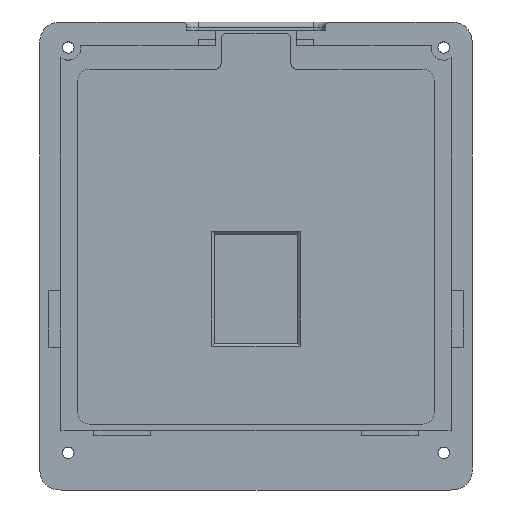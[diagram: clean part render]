
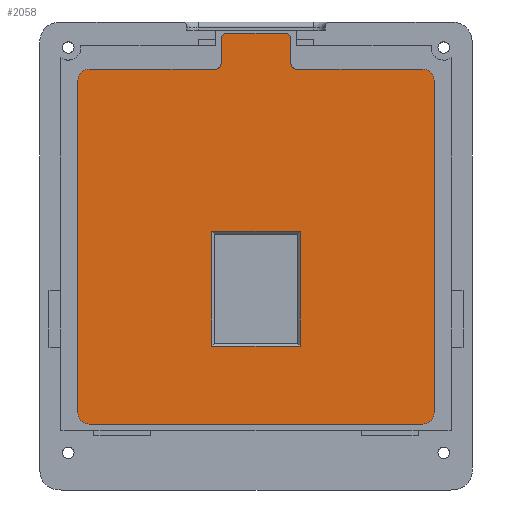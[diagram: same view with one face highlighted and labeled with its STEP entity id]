
A CAD part, top view. The second image highlights one B-rep face of the part: STEP entity #2058.
In plain terms, the highlighted free-form (B-spline) face has degree [1, 1] with [2, 2] control points.
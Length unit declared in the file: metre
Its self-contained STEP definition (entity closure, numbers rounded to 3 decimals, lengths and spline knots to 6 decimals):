
#104=LINE('',#3187,#267);
#105=LINE('',#3192,#268);
#106=LINE('',#3196,#269);
#107=LINE('',#3200,#270);
#108=LINE('',#3204,#271);
#109=LINE('',#3208,#272);
#110=LINE('',#3212,#273);
#111=LINE('',#3216,#274);
#112=LINE('',#3219,#275);
#113=LINE('',#3222,#276);
#114=LINE('',#3224,#277);
#115=LINE('',#3226,#278);
#267=VECTOR('',#2426,1.);
#268=VECTOR('',#2429,1.);
#269=VECTOR('',#2432,1.);
#270=VECTOR('',#2435,1.);
#271=VECTOR('',#2438,1.);
#272=VECTOR('',#2441,1.);
#273=VECTOR('',#2444,1.);
#274=VECTOR('',#2447,1.);
#275=VECTOR('',#2450,1.);
#276=VECTOR('',#2451,1.);
#277=VECTOR('',#2452,1.);
#278=VECTOR('',#2453,1.);
#374=B_SPLINE_SURFACE_WITH_KNOTS('',1,1,((#3183,#3184),(#3185,#3186)),
 .PLANE_SURF.,.F.,.F.,.F.,(2,2),(2,2),(0.,1.),(0.,1.),.UNSPECIFIED.);
#661=ORIENTED_EDGE('',*,*,#1275,.F.);
#662=ORIENTED_EDGE('',*,*,#1276,.T.);
#663=ORIENTED_EDGE('',*,*,#1277,.F.);
#664=ORIENTED_EDGE('',*,*,#1278,.T.);
#665=ORIENTED_EDGE('',*,*,#1279,.T.);
#666=ORIENTED_EDGE('',*,*,#1280,.T.);
#667=ORIENTED_EDGE('',*,*,#1281,.T.);
#668=ORIENTED_EDGE('',*,*,#1282,.T.);
#669=ORIENTED_EDGE('',*,*,#1283,.F.);
#670=ORIENTED_EDGE('',*,*,#1284,.T.);
#671=ORIENTED_EDGE('',*,*,#1285,.F.);
#672=ORIENTED_EDGE('',*,*,#1286,.T.);
#673=ORIENTED_EDGE('',*,*,#1287,.T.);
#674=ORIENTED_EDGE('',*,*,#1288,.T.);
#675=ORIENTED_EDGE('',*,*,#1289,.T.);
#676=ORIENTED_EDGE('',*,*,#1290,.T.);
#677=ORIENTED_EDGE('',*,*,#1291,.T.);
#678=ORIENTED_EDGE('',*,*,#1292,.T.);
#679=ORIENTED_EDGE('',*,*,#1293,.T.);
#680=ORIENTED_EDGE('',*,*,#1294,.T.);
#1275=EDGE_CURVE('',#1558,#1559,#104,.F.);
#1276=EDGE_CURVE('',#1558,#1560,#1684,.T.);
#1277=EDGE_CURVE('',#1561,#1560,#105,.T.);
#1278=EDGE_CURVE('',#1561,#1562,#1685,.T.);
#1279=EDGE_CURVE('',#1562,#1563,#106,.F.);
#1280=EDGE_CURVE('',#1563,#1564,#1686,.F.);
#1281=EDGE_CURVE('',#1564,#1565,#107,.T.);
#1282=EDGE_CURVE('',#1565,#1566,#1687,.T.);
#1283=EDGE_CURVE('',#1567,#1566,#108,.T.);
#1284=EDGE_CURVE('',#1567,#1568,#1688,.T.);
#1285=EDGE_CURVE('',#1569,#1568,#109,.T.);
#1286=EDGE_CURVE('',#1569,#1570,#1689,.F.);
#1287=EDGE_CURVE('',#1570,#1571,#110,.F.);
#1288=EDGE_CURVE('',#1571,#1572,#1690,.T.);
#1289=EDGE_CURVE('',#1572,#1573,#111,.T.);
#1290=EDGE_CURVE('',#1573,#1559,#1691,.T.);
#1291=EDGE_CURVE('',#1574,#1575,#112,.T.);
#1292=EDGE_CURVE('',#1575,#1576,#113,.T.);
#1293=EDGE_CURVE('',#1576,#1577,#114,.T.);
#1294=EDGE_CURVE('',#1577,#1574,#115,.T.);
#1558=VERTEX_POINT('',#3188);
#1559=VERTEX_POINT('',#3189);
#1560=VERTEX_POINT('',#3191);
#1561=VERTEX_POINT('',#3193);
#1562=VERTEX_POINT('',#3195);
#1563=VERTEX_POINT('',#3197);
#1564=VERTEX_POINT('',#3199);
#1565=VERTEX_POINT('',#3201);
#1566=VERTEX_POINT('',#3203);
#1567=VERTEX_POINT('',#3205);
#1568=VERTEX_POINT('',#3207);
#1569=VERTEX_POINT('',#3209);
#1570=VERTEX_POINT('',#3211);
#1571=VERTEX_POINT('',#3213);
#1572=VERTEX_POINT('',#3215);
#1573=VERTEX_POINT('',#3217);
#1574=VERTEX_POINT('',#3220);
#1575=VERTEX_POINT('',#3221);
#1576=VERTEX_POINT('',#3223);
#1577=VERTEX_POINT('',#3225);
#1684=CIRCLE('',#2226,0.002);
#1685=CIRCLE('',#2227,0.002);
#1686=CIRCLE('',#2228,0.001);
#1687=CIRCLE('',#2229,0.001);
#1688=CIRCLE('',#2230,0.001);
#1689=CIRCLE('',#2231,0.001);
#1690=CIRCLE('',#2232,0.002);
#1691=CIRCLE('',#2233,0.002);
#1737=EDGE_LOOP('',(#661,#662,#663,#664,#665,#666,#667,#668,#669,#670,#671,
#672,#673,#674,#675,#676));
#1738=EDGE_LOOP('',(#677,#678,#679,#680));
#1874=FACE_BOUND('',#1737,.T.);
#1875=FACE_BOUND('',#1738,.T.);
#2058=ADVANCED_FACE('',(#1874,#1875),#374,.T.);
#2226=AXIS2_PLACEMENT_3D('',#3190,#2427,#2428);
#2227=AXIS2_PLACEMENT_3D('',#3194,#2430,#2431);
#2228=AXIS2_PLACEMENT_3D('',#3198,#2433,#2434);
#2229=AXIS2_PLACEMENT_3D('',#3202,#2436,#2437);
#2230=AXIS2_PLACEMENT_3D('',#3206,#2439,#2440);
#2231=AXIS2_PLACEMENT_3D('',#3210,#2442,#2443);
#2232=AXIS2_PLACEMENT_3D('',#3214,#2445,#2446);
#2233=AXIS2_PLACEMENT_3D('',#3218,#2448,#2449);
#2426=DIRECTION('',(1.,0.,0.));
#2427=DIRECTION('',(0.,0.,1.));
#2428=DIRECTION('',(1.,0.,0.));
#2429=DIRECTION('',(0.,-1.,0.));
#2430=DIRECTION('',(0.,0.,1.));
#2431=DIRECTION('',(1.,0.,0.));
#2432=DIRECTION('',(1.,0.,0.));
#2433=DIRECTION('',(0.,0.,1.));
#2434=DIRECTION('',(1.,0.,0.));
#2435=DIRECTION('',(0.,1.,0.));
#2436=DIRECTION('',(0.,0.,1.));
#2437=DIRECTION('',(1.,0.,0.));
#2438=DIRECTION('',(1.,0.,0.));
#2439=DIRECTION('',(0.,0.,1.));
#2440=DIRECTION('',(1.,0.,0.));
#2441=DIRECTION('',(0.,1.,0.));
#2442=DIRECTION('',(0.,0.,1.));
#2443=DIRECTION('',(1.,0.,0.));
#2444=DIRECTION('',(1.,0.,0.));
#2445=DIRECTION('',(0.,0.,1.));
#2446=DIRECTION('',(1.,0.,0.));
#2447=DIRECTION('',(0.,-1.,0.));
#2448=DIRECTION('',(0.,0.,1.));
#2449=DIRECTION('',(1.,0.,0.));
#2450=DIRECTION('',(1.,0.,0.));
#2451=DIRECTION('',(0.,-1.,0.));
#2452=DIRECTION('',(-1.,0.,0.));
#2453=DIRECTION('',(0.,1.,0.));
#3183=CARTESIAN_POINT('',(-0.03443,-0.037635,0.005));
#3184=CARTESIAN_POINT('',(-0.03443,0.037935,0.005));
#3185=CARTESIAN_POINT('',(0.03443,-0.037635,0.005));
#3186=CARTESIAN_POINT('',(0.03443,0.037935,0.005));
#3187=CARTESIAN_POINT('',(0.,-0.0342,0.005));
#3188=CARTESIAN_POINT('',(0.0293,-0.0342,0.005));
#3189=CARTESIAN_POINT('',(-0.0293,-0.0342,0.005));
#3190=CARTESIAN_POINT('',(0.0293,-0.0322,0.005));
#3191=CARTESIAN_POINT('',(0.0313,-0.0322,0.005));
#3192=CARTESIAN_POINT('',(0.0313,-0.003,0.005));
#3193=CARTESIAN_POINT('',(0.0313,0.0262,0.005));
#3194=CARTESIAN_POINT('',(0.0293,0.0262,0.005));
#3195=CARTESIAN_POINT('',(0.0293,0.0282,0.005));
#3196=CARTESIAN_POINT('',(0.,0.0282,0.005));
#3197=CARTESIAN_POINT('',(0.00715,0.0282,0.005));
#3198=CARTESIAN_POINT('',(0.00715,0.0292,0.005));
#3199=CARTESIAN_POINT('',(0.00615,0.0292,0.005));
#3200=CARTESIAN_POINT('',(0.00615,0.035,0.005));
#3201=CARTESIAN_POINT('',(0.00615,0.0335,0.005));
#3202=CARTESIAN_POINT('',(0.00515,0.0335,0.005));
#3203=CARTESIAN_POINT('',(0.00515,0.0345,0.005));
#3204=CARTESIAN_POINT('',(0.,0.0345,0.005));
#3205=CARTESIAN_POINT('',(-0.00515,0.0345,0.005));
#3206=CARTESIAN_POINT('',(-0.00515,0.0335,0.005));
#3207=CARTESIAN_POINT('',(-0.00615,0.0335,0.005));
#3208=CARTESIAN_POINT('',(-0.00615,0.035,0.005));
#3209=CARTESIAN_POINT('',(-0.00615,0.0292,0.005));
#3210=CARTESIAN_POINT('',(-0.00715,0.0292,0.005));
#3211=CARTESIAN_POINT('',(-0.00715,0.0282,0.005));
#3212=CARTESIAN_POINT('',(0.,0.0282,0.005));
#3213=CARTESIAN_POINT('',(-0.0293,0.0282,0.005));
#3214=CARTESIAN_POINT('',(-0.0293,0.0262,0.005));
#3215=CARTESIAN_POINT('',(-0.0313,0.0262,0.005));
#3216=CARTESIAN_POINT('',(-0.0313,-0.003,0.005));
#3217=CARTESIAN_POINT('',(-0.0313,-0.0322,0.005));
#3218=CARTESIAN_POINT('',(-0.0293,-0.0322,0.005));
#3219=CARTESIAN_POINT('',(0.,-0.0003,0.005));
#3220=CARTESIAN_POINT('',(-0.0078,-0.0003,0.005));
#3221=CARTESIAN_POINT('',(0.0078,-0.0003,0.005));
#3222=CARTESIAN_POINT('',(0.0078,0.,0.005));
#3223=CARTESIAN_POINT('',(0.0078,-0.0205,0.005));
#3224=CARTESIAN_POINT('',(-0.0073,-0.0205,0.005));
#3225=CARTESIAN_POINT('',(-0.0078,-0.0205,0.005));
#3226=CARTESIAN_POINT('',(-0.0078,-0.0008,0.005));
